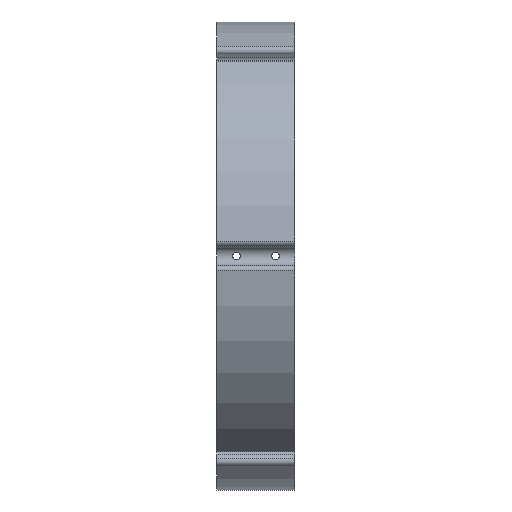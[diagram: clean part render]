
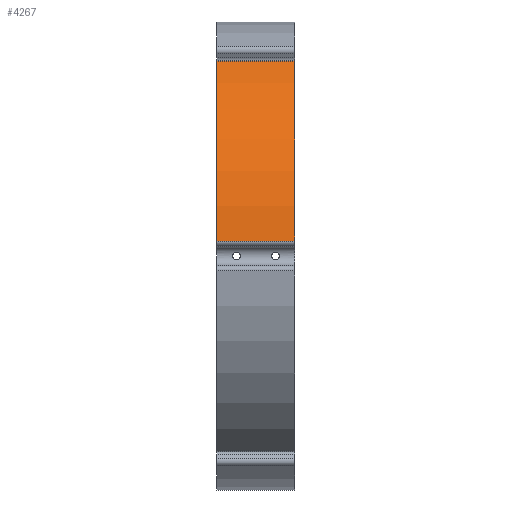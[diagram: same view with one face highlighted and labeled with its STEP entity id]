
A CAD part, left-side view. The second image highlights one B-rep face of the part: STEP entity #4267.
In plain terms, the highlighted cylindrical face has radius 76.2 mm (diameter 152.4 mm), a partial arc.
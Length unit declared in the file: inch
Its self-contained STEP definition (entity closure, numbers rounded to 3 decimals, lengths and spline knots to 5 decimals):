
#72 = DIRECTION ( 'NONE',  ( 0., 0., 1. ) ) ;
#162 = EDGE_CURVE ( 'NONE', #4295, #4451, #2517, .T. ) ;
#447 = CIRCLE ( 'NONE', #2403, 3. ) ;
#547 = CARTESIAN_POINT ( 'NONE',  ( -1.66278, -0.5, 2.49703 ) ) ;
#558 = AXIS2_PLACEMENT_3D ( 'NONE', #1269, #4397, #889 ) ;
#638 = ORIENTED_EDGE ( 'NONE', *, *, #4336, .T. ) ;
#777 = CARTESIAN_POINT ( 'NONE',  ( -2.99388, 0.5, 0.19149 ) ) ;
#817 = EDGE_CURVE ( 'NONE', #4451, #3716, #447, .T. ) ;
#889 = DIRECTION ( 'NONE',  ( 0., 0., 1. ) ) ;
#1004 = CYLINDRICAL_SURFACE ( 'NONE', #3848, 3. ) ;
#1269 = CARTESIAN_POINT ( 'NONE',  ( 0., 0.5, 0. ) ) ;
#1658 = CARTESIAN_POINT ( 'NONE',  ( -1.66278, 0.5, 2.49703 ) ) ;
#1660 = DIRECTION ( 'NONE',  ( 0., 1., 0. ) ) ;
#1786 = ORIENTED_EDGE ( 'NONE', *, *, #162, .T. ) ;
#2396 = DIRECTION ( 'NONE',  ( 0., 1., 0. ) ) ;
#2403 = AXIS2_PLACEMENT_3D ( 'NONE', #4354, #2396, #72 ) ;
#2475 = VECTOR ( 'NONE', #4085, 39.37008 ) ;
#2517 = LINE ( 'NONE', #4822, #2475 ) ;
#2574 = DIRECTION ( 'NONE',  ( 0., 1., 0. ) ) ;
#2802 = CARTESIAN_POINT ( 'NONE',  ( -1.66278, -0.5, 2.49703 ) ) ;
#2993 = ORIENTED_EDGE ( 'NONE', *, *, #817, .T. ) ;
#3482 = EDGE_LOOP ( 'NONE', ( #2993, #638, #4597, #1786 ) ) ;
#3716 = VERTEX_POINT ( 'NONE', #547 ) ;
#3848 = AXIS2_PLACEMENT_3D ( 'NONE', #4925, #2574, #4140 ) ;
#3972 = VERTEX_POINT ( 'NONE', #1658 ) ;
#4059 = LINE ( 'NONE', #2802, #4246 ) ;
#4085 = DIRECTION ( 'NONE',  ( 0., -1., 0. ) ) ;
#4140 = DIRECTION ( 'NONE',  ( 0., 0., 1. ) ) ;
#4246 = VECTOR ( 'NONE', #1660, 39.37008 ) ;
#4267 = ADVANCED_FACE ( 'NONE', ( #4519 ), #1004, .T. ) ;
#4295 = VERTEX_POINT ( 'NONE', #777 ) ;
#4336 = EDGE_CURVE ( 'NONE', #3716, #3972, #4059, .T. ) ;
#4354 = CARTESIAN_POINT ( 'NONE',  ( 0., -0.5, 0. ) ) ;
#4397 = DIRECTION ( 'NONE',  ( 0., 1., 0. ) ) ;
#4451 = VERTEX_POINT ( 'NONE', #4966 ) ;
#4519 = FACE_OUTER_BOUND ( 'NONE', #3482, .T. ) ;
#4565 = CIRCLE ( 'NONE', #558, 3. ) ;
#4597 = ORIENTED_EDGE ( 'NONE', *, *, #4633, .F. ) ;
#4633 = EDGE_CURVE ( 'NONE', #4295, #3972, #4565, .T. ) ;
#4822 = CARTESIAN_POINT ( 'NONE',  ( -2.99388, -0.5, 0.19149 ) ) ;
#4925 = CARTESIAN_POINT ( 'NONE',  ( 0., -0.5, 0. ) ) ;
#4966 = CARTESIAN_POINT ( 'NONE',  ( -2.99388, -0.5, 0.19149 ) ) ;
